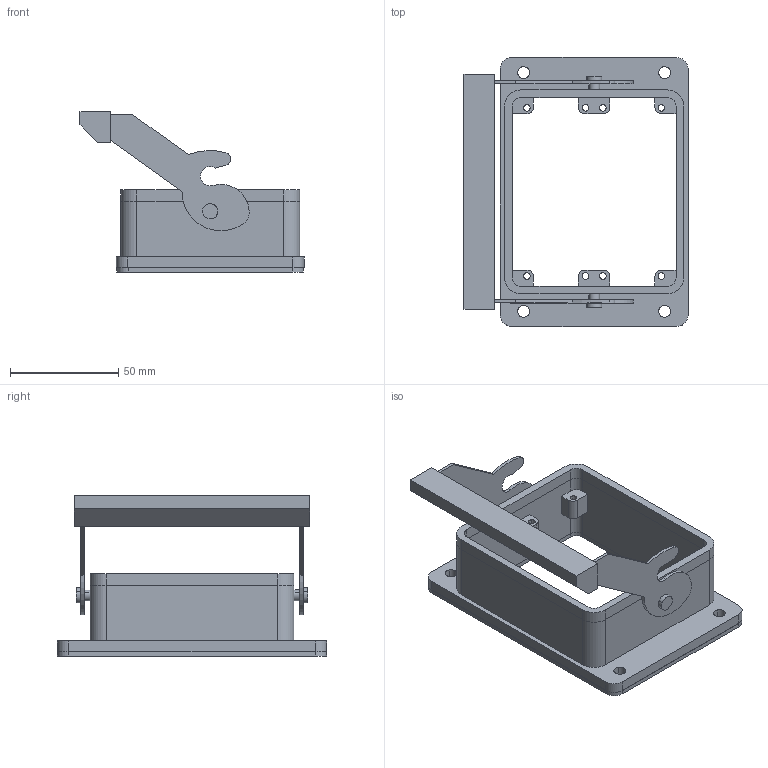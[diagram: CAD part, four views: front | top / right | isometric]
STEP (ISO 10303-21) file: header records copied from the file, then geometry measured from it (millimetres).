
FILE_DESCRIPTION(('CATIA V5 STEP Exchange','CAx-IF Rec.Pracs.--- Model Styling and Organization---1.4--- 2014-01-23'),'2;1');
FILE_NAME ('009071-2_2', '2019-07-25T13:58:53+00:00', ('none'), ('Weidmueller'), 'CATIA Version 5-6 Release 2016 SP3 HF44', 'CATIA V5 STEP AP214', 'none');
FILE_SCHEMA(('AUTOMOTIVE_DESIGN { 1 0 10303 214 1 1 1 1 }'));
Length unit declared in the file: millimetre
Products named in the file (1): 1219500000
Bounding box: 103.25 x 124 x 73.8 mm (x, y, z)
Volume: 90303.5 mm3; surface area: 58215.5 mm2
Topology: 3 solids, 3 shells, 176 faces, 485 edges, 324 vertices
Faces by surface type: cylinder 94, plane 82
Entity records: 5559 total; most frequent: CARTESIAN_POINT 1077, ORIENTED_EDGE 970, DIRECTION 753, EDGE_CURVE 485, VERTEX_POINT 324, AXIS2_PLACEMENT_3D 320, VECTOR 295, LINE 295
